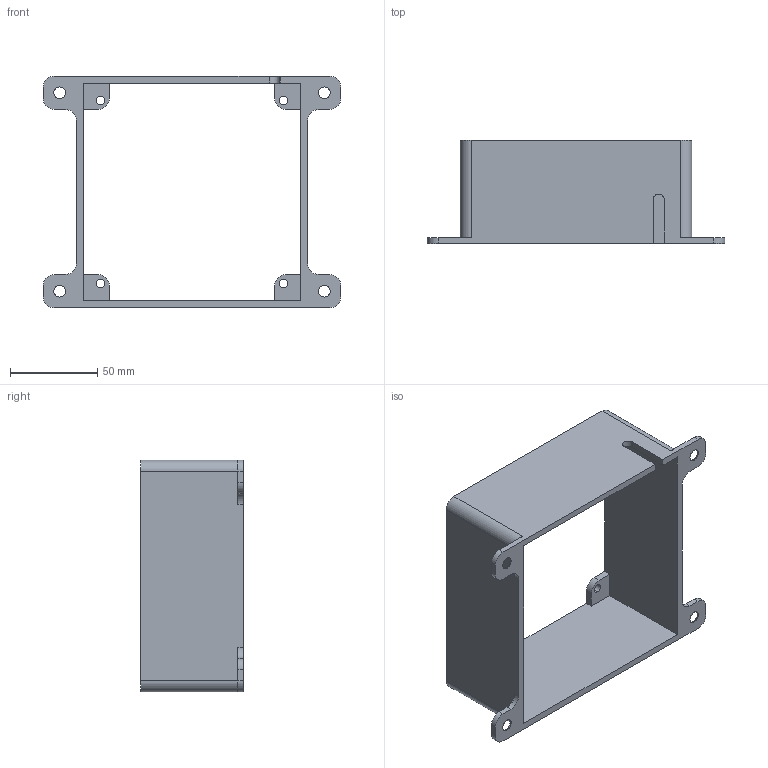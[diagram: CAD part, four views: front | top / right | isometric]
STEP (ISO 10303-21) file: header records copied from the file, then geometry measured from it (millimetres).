
FILE_DESCRIPTION (( 'STEP AP214' ), '1' );
FILE_NAME ('mount.STEP', '2025-10-26T19:23:09', ( '' ), ( '' ), 'SwSTEP 2.0', 'SolidWorks 2024', '' );
FILE_SCHEMA (( 'AUTOMOTIVE_DESIGN' ));
Length unit declared in the file: metre
Products named in the file (1): mount
Bounding box: 171.1 x 59 x 133 mm (x, y, z)
Volume: 125901.9 mm3; surface area: 69148.2 mm2
Topology: 1 solids, 1 shells, 81 faces, 232 edges, 152 vertices
Faces by surface type: cylinder 37, plane 36, cone 8
Entity records: 2723 total; most frequent: DIRECTION 478, CARTESIAN_POINT 466, ORIENTED_EDGE 464, EDGE_CURVE 232, AXIS2_PLACEMENT_3D 164, VERTEX_POINT 152, LINE 150, VECTOR 150
